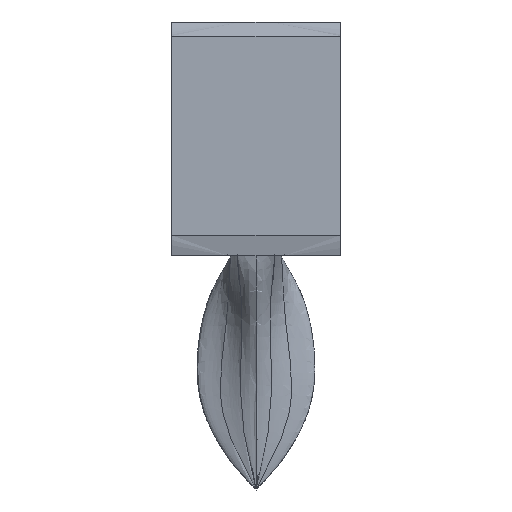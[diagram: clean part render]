
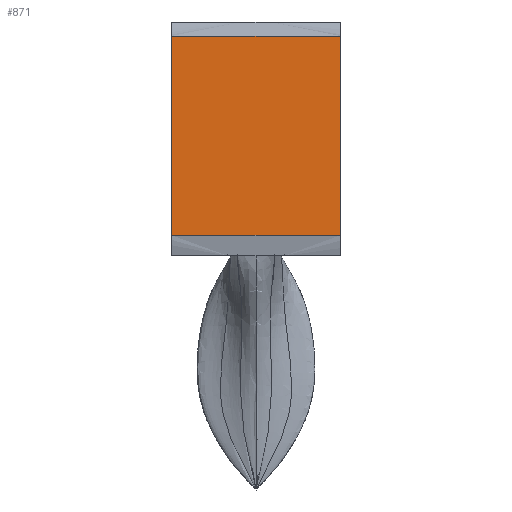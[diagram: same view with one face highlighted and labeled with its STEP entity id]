
A CAD part, top view. The second image highlights one B-rep face of the part: STEP entity #871.
In plain terms, the highlighted planar face has unit normal (0, 0, 1).
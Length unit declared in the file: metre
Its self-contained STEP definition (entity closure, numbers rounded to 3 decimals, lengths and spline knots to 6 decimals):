
#141=FACE_OUTER_BOUND('',#191,.T.);
#191=EDGE_LOOP('',(#781,#782,#783,#784));
#235=LINE('',#6974,#276);
#236=LINE('',#6977,#277);
#237=LINE('',#6999,#278);
#238=LINE('',#7000,#279);
#276=VECTOR('',#1009,0.01);
#277=VECTOR('',#1012,0.01);
#278=VECTOR('',#1015,0.01);
#279=VECTOR('',#1016,0.01);
#403=VERTEX_POINT('',#6956);
#404=VERTEX_POINT('',#6963);
#405=VERTEX_POINT('',#6976);
#406=VERTEX_POINT('',#6998);
#532=EDGE_CURVE('',#404,#403,#235,.T.);
#533=EDGE_CURVE('',#405,#403,#236,.T.);
#535=EDGE_CURVE('',#406,#404,#237,.T.);
#536=EDGE_CURVE('',#406,#405,#238,.T.);
#781=ORIENTED_EDGE('',*,*,#532,.F.);
#782=ORIENTED_EDGE('',*,*,#535,.F.);
#783=ORIENTED_EDGE('',*,*,#536,.T.);
#784=ORIENTED_EDGE('',*,*,#533,.T.);
#825=PLANE('',#919);
#871=ADVANCED_FACE('',(#141),#825,.T.);
#919=AXIS2_PLACEMENT_3D('',#6997,#1013,#1014);
#1009=DIRECTION('',(1.,0.,0.));
#1012=DIRECTION('',(0.,1.,0.));
#1013=DIRECTION('center_axis',(0.,0.,1.));
#1014=DIRECTION('ref_axis',(1.,0.,0.));
#1015=DIRECTION('',(0.,1.,0.));
#1016=DIRECTION('',(1.,0.,0.));
#6956=CARTESIAN_POINT('',(0.9,4.85,1.));
#6963=CARTESIAN_POINT('',(-0.9,4.85,1.));
#6974=CARTESIAN_POINT('',(-0.9,4.85,1.));
#6976=CARTESIAN_POINT('',(0.9,2.72,1.));
#6977=CARTESIAN_POINT('',(0.9,2.5,1.));
#6997=CARTESIAN_POINT('Origin',(-0.9,2.5,1.));
#6998=CARTESIAN_POINT('',(-0.9,2.72,1.));
#6999=CARTESIAN_POINT('',(-0.9,2.5,1.));
#7000=CARTESIAN_POINT('',(-0.9,2.72,1.));
